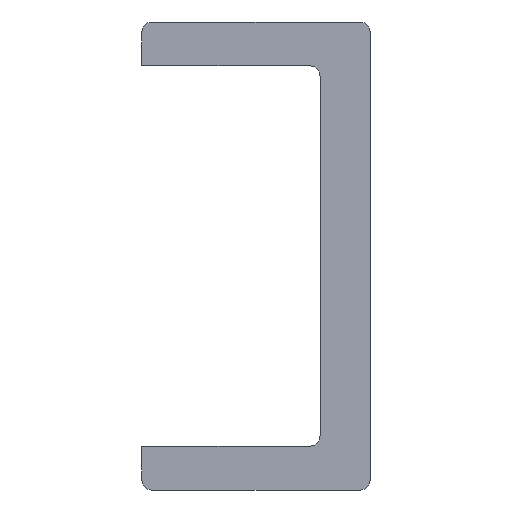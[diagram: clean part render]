
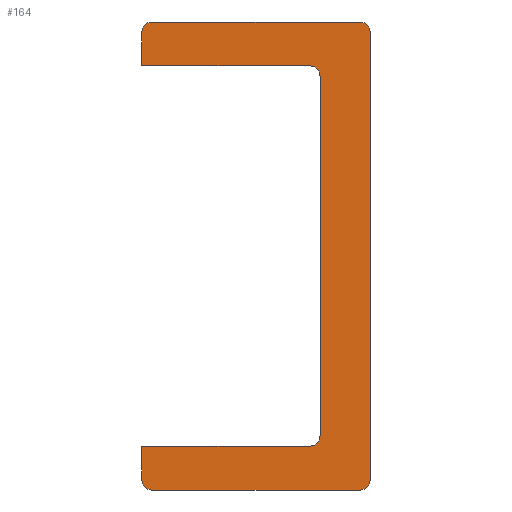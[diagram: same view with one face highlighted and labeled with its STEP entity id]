
A CAD part, front view. The second image highlights one B-rep face of the part: STEP entity #164.
In plain terms, the highlighted planar face has unit normal (0, -1, 0).
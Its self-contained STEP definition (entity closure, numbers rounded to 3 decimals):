
#164 = ADVANCED_FACE( '', ( #405 ), #406, .F. );
#405 = FACE_OUTER_BOUND( '', #796, .T. );
#406 = PLANE( '', #797 );
#796 = EDGE_LOOP( '', ( #1245, #1246, #1247, #1248, #1249, #1250, #1251, #1252, #1253, #1254, #1255, #1256, #1257, #1258 ) );
#797 = AXIS2_PLACEMENT_3D( '', #1259, #1260, #1261 );
#1245 = ORIENTED_EDGE( '', *, *, #1788, .F. );
#1246 = ORIENTED_EDGE( '', *, *, #1789, .T. );
#1247 = ORIENTED_EDGE( '', *, *, #1790, .F. );
#1248 = ORIENTED_EDGE( '', *, *, #1791, .T. );
#1249 = ORIENTED_EDGE( '', *, *, #1792, .F. );
#1250 = ORIENTED_EDGE( '', *, *, #1793, .F. );
#1251 = ORIENTED_EDGE( '', *, *, #1730, .F. );
#1252 = ORIENTED_EDGE( '', *, *, #1794, .F. );
#1253 = ORIENTED_EDGE( '', *, *, #1761, .F. );
#1254 = ORIENTED_EDGE( '', *, *, #1749, .F. );
#1255 = ORIENTED_EDGE( '', *, *, #1770, .F. );
#1256 = ORIENTED_EDGE( '', *, *, #1795, .T. );
#1257 = ORIENTED_EDGE( '', *, *, #1796, .F. );
#1258 = ORIENTED_EDGE( '', *, *, #1797, .T. );
#1259 = CARTESIAN_POINT( '', ( -10.5, 0., 21.5 ) );
#1260 = DIRECTION( '', ( 0., 1., 0. ) );
#1261 = DIRECTION( '', ( 0., 0., 1. ) );
#1730 = EDGE_CURVE( '', #1970, #1971, #1972, .T. );
#1749 = EDGE_CURVE( '', #2002, #2003, #2004, .T. );
#1761 = EDGE_CURVE( '', #2003, #2022, #2023, .T. );
#1770 = EDGE_CURVE( '', #2035, #2002, #2037, .T. );
#1788 = EDGE_CURVE( '', #2065, #2066, #2067, .T. );
#1789 = EDGE_CURVE( '', #2065, #2068, #2069, .F. );
#1790 = EDGE_CURVE( '', #2070, #2068, #2071, .T. );
#1791 = EDGE_CURVE( '', #2070, #2072, #2073, .F. );
#1792 = EDGE_CURVE( '', #2074, #2072, #2075, .T. );
#1793 = EDGE_CURVE( '', #1971, #2074, #2076, .T. );
#1794 = EDGE_CURVE( '', #2022, #1970, #2077, .T. );
#1795 = EDGE_CURVE( '', #2035, #2078, #2079, .F. );
#1796 = EDGE_CURVE( '', #2080, #2078, #2081, .T. );
#1797 = EDGE_CURVE( '', #2080, #2066, #2082, .F. );
#1970 = VERTEX_POINT( '', #2320 );
#1971 = VERTEX_POINT( '', #2321 );
#1972 = CIRCLE( '', #2322, 1. );
#2002 = VERTEX_POINT( '', #2354 );
#2003 = VERTEX_POINT( '', #2355 );
#2004 = LINE( '', #2356, #2357 );
#2022 = VERTEX_POINT( '', #2378 );
#2023 = CIRCLE( '', #2379, 1. );
#2035 = VERTEX_POINT( '', #2393 );
#2037 = LINE( '', #2396, #2397 );
#2065 = VERTEX_POINT( '', #2425 );
#2066 = VERTEX_POINT( '', #2426 );
#2067 = LINE( '', #2427, #2428 );
#2068 = VERTEX_POINT( '', #2429 );
#2069 = CIRCLE( '', #2430, 0.9 );
#2070 = VERTEX_POINT( '', #2431 );
#2071 = LINE( '', #2432, #2433 );
#2072 = VERTEX_POINT( '', #2434 );
#2073 = CIRCLE( '', #2435, 0.9 );
#2074 = VERTEX_POINT( '', #2436 );
#2075 = LINE( '', #2437, #2438 );
#2076 = LINE( '', #2439, #2440 );
#2077 = LINE( '', #2441, #2442 );
#2078 = VERTEX_POINT( '', #2443 );
#2079 = CIRCLE( '', #2444, 0.9 );
#2080 = VERTEX_POINT( '', #2445 );
#2081 = LINE( '', #2446, #2447 );
#2082 = CIRCLE( '', #2448, 0.9 );
#2320 = CARTESIAN_POINT( '', ( 5.9, 0., 16.5 ) );
#2321 = CARTESIAN_POINT( '', ( 4.9, 0., 17.5 ) );
#2322 = AXIS2_PLACEMENT_3D( '', #2706, #2707, #2708 );
#2354 = CARTESIAN_POINT( '', ( -10.5, 0., -17.5 ) );
#2355 = CARTESIAN_POINT( '', ( 4.9, 0., -17.5 ) );
#2356 = CARTESIAN_POINT( '', ( 4.9, 0., -17.5 ) );
#2357 = VECTOR( '', #2741, 1000. );
#2378 = CARTESIAN_POINT( '', ( 5.9, 0., -16.5 ) );
#2379 = AXIS2_PLACEMENT_3D( '', #2757, #2758, #2759 );
#2393 = CARTESIAN_POINT( '', ( -10.5, 0., -20.6 ) );
#2396 = CARTESIAN_POINT( '', ( -10.5, 0., -21.5 ) );
#2397 = VECTOR( '', #2772, 1000. );
#2425 = CARTESIAN_POINT( '', ( 10.5, 0., 20.6 ) );
#2426 = CARTESIAN_POINT( '', ( 10.5, 0., -20.6 ) );
#2427 = CARTESIAN_POINT( '', ( 10.5, 0., 21.5 ) );
#2428 = VECTOR( '', #2803, 1000. );
#2429 = CARTESIAN_POINT( '', ( 9.6, 0., 21.5 ) );
#2430 = AXIS2_PLACEMENT_3D( '', #2804, #2805, #2806 );
#2431 = CARTESIAN_POINT( '', ( -9.6, 0., 21.5 ) );
#2432 = CARTESIAN_POINT( '', ( -10.5, 0., 21.5 ) );
#2433 = VECTOR( '', #2807, 1000. );
#2434 = CARTESIAN_POINT( '', ( -10.5, 0., 20.6 ) );
#2435 = AXIS2_PLACEMENT_3D( '', #2808, #2809, #2810 );
#2436 = CARTESIAN_POINT( '', ( -10.5, 0., 17.5 ) );
#2437 = CARTESIAN_POINT( '', ( -10.5, 0., -21.5 ) );
#2438 = VECTOR( '', #2811, 1000. );
#2439 = CARTESIAN_POINT( '', ( 4.9, 0., 17.5 ) );
#2440 = VECTOR( '', #2812, 1000. );
#2441 = CARTESIAN_POINT( '', ( 5.9, 0., 16.5 ) );
#2442 = VECTOR( '', #2813, 1000. );
#2443 = CARTESIAN_POINT( '', ( -9.6, 0., -21.5 ) );
#2444 = AXIS2_PLACEMENT_3D( '', #2814, #2815, #2816 );
#2445 = CARTESIAN_POINT( '', ( 9.6, 0., -21.5 ) );
#2446 = CARTESIAN_POINT( '', ( 10.5, 0., -21.5 ) );
#2447 = VECTOR( '', #2817, 1000. );
#2448 = AXIS2_PLACEMENT_3D( '', #2818, #2819, #2820 );
#2706 = CARTESIAN_POINT( '', ( 4.9, 0., 16.5 ) );
#2707 = DIRECTION( '', ( 0., -1., 0. ) );
#2708 = DIRECTION( '', ( -1., 0., 0. ) );
#2741 = DIRECTION( '', ( 1., 0., 0. ) );
#2757 = CARTESIAN_POINT( '', ( 4.9, 0., -16.5 ) );
#2758 = DIRECTION( '', ( 0., -1., 0. ) );
#2759 = DIRECTION( '', ( -1., 0., 0. ) );
#2772 = DIRECTION( '', ( 0., 0., 1. ) );
#2803 = DIRECTION( '', ( 0., 0., -1. ) );
#2804 = CARTESIAN_POINT( '', ( 9.6, 0., 20.6 ) );
#2805 = DIRECTION( '', ( 0., 1., 0. ) );
#2806 = DIRECTION( '', ( 0., 0., 1. ) );
#2807 = DIRECTION( '', ( 1., 0., 0. ) );
#2808 = CARTESIAN_POINT( '', ( -9.6, 0., 20.6 ) );
#2809 = DIRECTION( '', ( 0., 1., 0. ) );
#2810 = DIRECTION( '', ( 0., 0., 1. ) );
#2811 = DIRECTION( '', ( 0., 0., 1. ) );
#2812 = DIRECTION( '', ( -1., 0., 0. ) );
#2813 = DIRECTION( '', ( 0., 0., 1. ) );
#2814 = CARTESIAN_POINT( '', ( -9.6, 0., -20.6 ) );
#2815 = DIRECTION( '', ( 0., 1., 0. ) );
#2816 = DIRECTION( '', ( 0., 0., 1. ) );
#2817 = DIRECTION( '', ( -1., 0., 0. ) );
#2818 = CARTESIAN_POINT( '', ( 9.6, 0., -20.6 ) );
#2819 = DIRECTION( '', ( 0., 1., 0. ) );
#2820 = DIRECTION( '', ( 0., 0., 1. ) );
